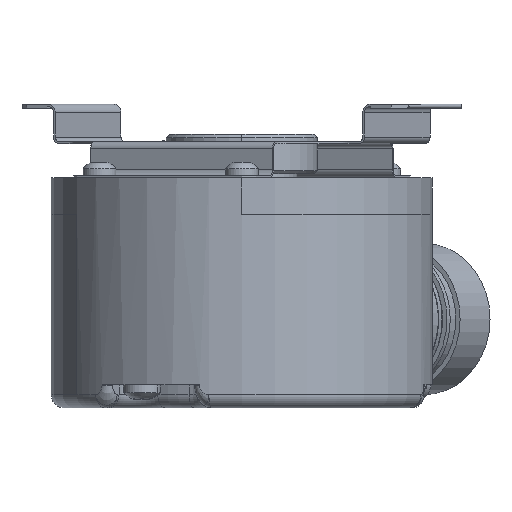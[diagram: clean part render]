
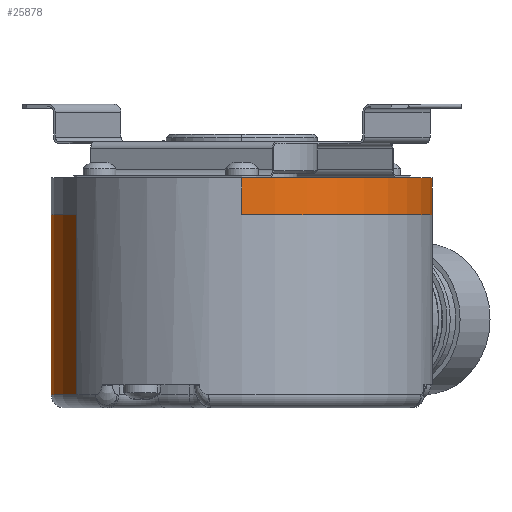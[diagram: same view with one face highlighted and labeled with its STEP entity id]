
A CAD part, left-side view. The second image highlights one B-rep face of the part: STEP entity #25878.
In plain terms, the highlighted cylindrical face has radius 29 mm (diameter 58 mm), a partial arc.
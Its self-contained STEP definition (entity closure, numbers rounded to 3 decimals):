
#232=CARTESIAN_POINT('',(0.,0.,10.));
#233=DIRECTION('',(0.,0.,-1.));
#234=DIRECTION('',(0.992,0.123,0.));
#235=AXIS2_PLACEMENT_3D('',#232,#233,#234);
#264=DIRECTION('',(0.,0.,-1.));
#265=VECTOR('',#264,27.4);
#266=CARTESIAN_POINT('',(-14.5,25.115,12.4));
#267=LINE('',#266,#265);
#268=CARTESIAN_POINT('',(18.616,22.236,-15.));
#269=CARTESIAN_POINT('',(18.638,22.218,-15.004));
#270=CARTESIAN_POINT('',(18.683,22.18,-14.993));
#271=CARTESIAN_POINT('',(18.755,22.119,-14.981));
#272=CARTESIAN_POINT('',(18.831,22.055,-14.957));
#273=CARTESIAN_POINT('',(18.909,21.988,-14.924));
#274=CARTESIAN_POINT('',(18.99,21.918,-14.88));
#275=CARTESIAN_POINT('',(19.072,21.846,-14.826));
#276=CARTESIAN_POINT('',(19.155,21.773,-14.761));
#277=CARTESIAN_POINT('',(19.237,21.701,-14.686));
#278=CARTESIAN_POINT('',(19.316,21.631,-14.602));
#279=CARTESIAN_POINT('',(19.389,21.565,-14.51));
#280=CARTESIAN_POINT('',(19.457,21.505,-14.413));
#281=CARTESIAN_POINT('',(19.516,21.451,-14.313));
#282=CARTESIAN_POINT('',(19.567,21.404,-14.212));
#283=CARTESIAN_POINT('',(19.61,21.364,-14.111));
#284=CARTESIAN_POINT('',(19.645,21.332,-14.013));
#285=CARTESIAN_POINT('',(19.673,21.307,-13.918));
#286=CARTESIAN_POINT('',(19.693,21.288,-13.825));
#287=CARTESIAN_POINT('',(19.707,21.275,-13.737));
#288=CARTESIAN_POINT('',(19.715,21.268,-13.651));
#289=CARTESIAN_POINT('',(19.718,21.265,-13.596));
#290=CARTESIAN_POINT('',(19.717,21.266,-13.57));
#292=CARTESIAN_POINT('',(28.565,5.004,-15.));
#293=CARTESIAN_POINT('',(28.56,5.032,-15.004));
#294=CARTESIAN_POINT('',(28.55,5.09,-14.993));
#295=CARTESIAN_POINT('',(28.533,5.183,-14.981));
#296=CARTESIAN_POINT('',(28.515,5.28,-14.957));
#297=CARTESIAN_POINT('',(28.496,5.382,-14.924));
#298=CARTESIAN_POINT('',(28.476,5.487,-14.88));
#299=CARTESIAN_POINT('',(28.455,5.594,-14.826));
#300=CARTESIAN_POINT('',(28.434,5.702,-14.761));
#301=CARTESIAN_POINT('',(28.412,5.809,-14.686));
#302=CARTESIAN_POINT('',(28.391,5.912,-14.602));
#303=CARTESIAN_POINT('',(28.371,6.009,-14.51));
#304=CARTESIAN_POINT('',(28.352,6.098,-14.413));
#305=CARTESIAN_POINT('',(28.335,6.176,-14.313));
#306=CARTESIAN_POINT('',(28.32,6.244,-14.212));
#307=CARTESIAN_POINT('',(28.307,6.301,-14.111));
#308=CARTESIAN_POINT('',(28.297,6.347,-14.013));
#309=CARTESIAN_POINT('',(28.289,6.384,-13.918));
#310=CARTESIAN_POINT('',(28.283,6.411,-13.825));
#311=CARTESIAN_POINT('',(28.278,6.43,-13.737));
#312=CARTESIAN_POINT('',(28.276,6.44,-13.651));
#313=CARTESIAN_POINT('',(28.275,6.444,-13.596));
#314=CARTESIAN_POINT('',(28.275,6.443,-13.57));
#316=DIRECTION('',(0.,0.,-1.));
#317=VECTOR('',#316,25.);
#318=CARTESIAN_POINT('',(28.781,3.561,10.));
#319=LINE('',#318,#317);
#320=CARTESIAN_POINT('',(0.,0.,12.4));
#321=DIRECTION('',(0.,0.,1.));
#322=DIRECTION('',(-1.,0.,0.));
#323=AXIS2_PLACEMENT_3D('',#320,#321,#322);
#325=DIRECTION('',(0.,0.,1.));
#326=VECTOR('',#325,5.6);
#327=CARTESIAN_POINT('',(-29.,0.,12.4));
#328=LINE('',#327,#326);
#329=DIRECTION('',(0.,0.,-1.));
#330=VECTOR('',#329,2.4);
#331=CARTESIAN_POINT('',(14.5,-25.115,12.4));
#332=LINE('',#331,#330);
#433=CARTESIAN_POINT('',(0.,0.,12.4));
#434=DIRECTION('',(0.,0.,1.));
#435=DIRECTION('',(1.,0.,0.));
#436=AXIS2_PLACEMENT_3D('',#433,#434,#435);
#438=DIRECTION('',(0.,0.,1.));
#439=VECTOR('',#438,5.6);
#440=CARTESIAN_POINT('',(29.,0.,12.4));
#441=LINE('',#440,#439);
#485=CARTESIAN_POINT('',(0.,0.,-15.));
#486=DIRECTION('',(0.,0.,-1.));
#487=DIRECTION('',(0.985,0.173,0.));
#488=AXIS2_PLACEMENT_3D('',#485,#486,#487);
#545=DIRECTION('',(0.,0.,-1.));
#546=VECTOR('',#545,0.07);
#547=CARTESIAN_POINT('',(28.275,6.443,-13.5));
#548=LINE('',#547,#546);
#558=CARTESIAN_POINT('',(0.,0.,-13.5));
#559=DIRECTION('',(0.,0.,1.));
#560=DIRECTION('',(0.975,0.222,0.));
#561=AXIS2_PLACEMENT_3D('',#558,#559,#560);
#620=DIRECTION('',(0.,0.,1.));
#621=VECTOR('',#620,0.07);
#622=CARTESIAN_POINT('',(19.717,21.266,-13.57));
#623=LINE('',#622,#621);
#691=CARTESIAN_POINT('',(0.,0.,-15.));
#692=DIRECTION('',(0.,0.,-1.));
#693=DIRECTION('',(-0.5,0.866,0.));
#694=AXIS2_PLACEMENT_3D('',#691,#692,#693);
#1363=CARTESIAN_POINT('',(0.,0.,18.));
#1364=DIRECTION('',(0.,0.,1.));
#1365=DIRECTION('',(-1.,0.,0.));
#1366=AXIS2_PLACEMENT_3D('',#1363,#1364,#1365);
#20875=CARTESIAN_POINT('',(29.,0.,18.));
#20876=CARTESIAN_POINT('',(-29.,0.,18.));
#20877=VERTEX_POINT('',#20875);
#20878=VERTEX_POINT('',#20876);
#24235=CARTESIAN_POINT('',(28.781,3.561,10.));
#24236=CARTESIAN_POINT('',(14.5,-25.115,10.));
#24237=VERTEX_POINT('',#24235);
#24238=VERTEX_POINT('',#24236);
#24241=CARTESIAN_POINT('',(28.275,6.443,-13.5));
#24242=CARTESIAN_POINT('',(19.717,21.266,-13.5));
#24243=VERTEX_POINT('',#24241);
#24244=VERTEX_POINT('',#24242);
#24263=CARTESIAN_POINT('',(28.781,3.561,-15.));
#24264=VERTEX_POINT('',#24263);
#24267=CARTESIAN_POINT('',(28.565,5.004,-15.));
#24268=VERTEX_POINT('',#24267);
#24285=CARTESIAN_POINT('',(-14.5,25.115,-15.));
#24286=CARTESIAN_POINT('',(18.616,22.236,-15.));
#24287=VERTEX_POINT('',#24285);
#24288=VERTEX_POINT('',#24286);
#24447=VERTEX_POINT('',#314);
#24451=CARTESIAN_POINT('',(19.717,21.266,
-13.57));
#24452=VERTEX_POINT('',#24451);
#24579=CARTESIAN_POINT('',(29.,0.,12.4));
#24580=CARTESIAN_POINT('',(-14.5,25.115,12.4));
#24581=VERTEX_POINT('',#24579);
#24582=VERTEX_POINT('',#24580);
#24583=CARTESIAN_POINT('',(-29.,0.,12.4));
#24584=CARTESIAN_POINT('',(14.5,-25.115,12.4));
#24585=VERTEX_POINT('',#24583);
#24586=VERTEX_POINT('',#24584);
#25840=CARTESIAN_POINT('',(0.,0.,0.));
#25841=DIRECTION('',(0.,0.,1.));
#25842=DIRECTION('',(1.,0.,0.));
#25843=AXIS2_PLACEMENT_3D('',#25840,#25841,#25842);
#25844=CYLINDRICAL_SURFACE('',#25843,29.);
#25846=ORIENTED_EDGE('',*,*,#25845,.F.);
#25848=ORIENTED_EDGE('',*,*,#25847,.T.);
#25850=ORIENTED_EDGE('',*,*,#25849,.T.);
#25852=ORIENTED_EDGE('',*,*,#25851,.T.);
#25854=ORIENTED_EDGE('',*,*,#25853,.T.);
#25856=ORIENTED_EDGE('',*,*,#25855,.T.);
#25858=ORIENTED_EDGE('',*,*,#25857,.F.);
#25860=ORIENTED_EDGE('',*,*,#25859,.T.);
#25862=ORIENTED_EDGE('',*,*,#25861,.F.);
#25864=ORIENTED_EDGE('',*,*,#25863,.T.);
#25866=ORIENTED_EDGE('',*,*,#25865,.F.);
#25867=ORIENTED_EDGE('',*,*,#25825,.T.);
#25869=ORIENTED_EDGE('',*,*,#25868,.F.);
#25871=ORIENTED_EDGE('',*,*,#25870,.F.);
#25873=ORIENTED_EDGE('',*,*,#25872,.T.);
#25875=ORIENTED_EDGE('',*,*,#25874,.T.);
#25876=EDGE_LOOP('',(#25846,#25848,#25850,#25852,#25854,#25856,#25858,#25860,
#25862,#25864,#25866,#25867,#25869,#25871,#25873,#25875));
#25877=FACE_OUTER_BOUND('',#25876,.F.);
#236=CIRCLE('',#235,29.);
#291=B_SPLINE_CURVE_WITH_KNOTS('',3,(#268,#269,#270,#271,#272,#273,#274,#275,
#276,#277,#278,#279,#280,#281,#282,#283,#284,#285,#286,#287,#288,#289,#290),
.UNSPECIFIED.,.F.,.F.,(4,1,1,1,1,1,1,1,1,1,1,1,1,1,1,1,1,1,1,1,4),(0.,0.05,
0.1,0.15,0.2,0.25,0.3,0.35,0.4,0.45,0.5,0.55,0.6,0.65,
0.7,0.75,0.8,0.85,0.9,0.95,1.),.UNSPECIFIED.);
#315=B_SPLINE_CURVE_WITH_KNOTS('',3,(#292,#293,#294,#295,#296,#297,#298,#299,
#300,#301,#302,#303,#304,#305,#306,#307,#308,#309,#310,#311,#312,#313,#314),
.UNSPECIFIED.,.F.,.F.,(4,1,1,1,1,1,1,1,1,1,1,1,1,1,1,1,1,1,1,1,4),(0.,0.05,
0.1,0.15,0.2,0.25,0.3,0.35,0.4,0.45,0.5,0.55,0.6,0.65,
0.7,0.75,0.8,0.85,0.9,0.95,1.),.UNSPECIFIED.);
#324=CIRCLE('',#323,29.);
#437=CIRCLE('',#436,29.);
#489=CIRCLE('',#488,29.);
#562=CIRCLE('',#561,29.);
#695=CIRCLE('',#694,29.);
#1367=CIRCLE('',#1366,29.);
#25825=EDGE_CURVE('',#24237,#24238,#236,.T.);
#25845=EDGE_CURVE('',#24581,#20877,#441,.T.);
#25847=EDGE_CURVE('',#24581,#24582,#437,.T.);
#25849=EDGE_CURVE('',#24582,#24287,#267,.T.);
#25851=EDGE_CURVE('',#24287,#24288,#695,.T.);
#25853=EDGE_CURVE('',#24288,#24452,#291,.T.);
#25855=EDGE_CURVE('',#24452,#24244,#623,.T.);
#25857=EDGE_CURVE('',#24243,#24244,#562,.T.);
#25859=EDGE_CURVE('',#24243,#24447,#548,.T.);
#25861=EDGE_CURVE('',#24268,#24447,#315,.T.);
#25863=EDGE_CURVE('',#24268,#24264,#489,.T.);
#25865=EDGE_CURVE('',#24237,#24264,#319,.T.);
#25868=EDGE_CURVE('',#24586,#24238,#332,.T.);
#25870=EDGE_CURVE('',#24585,#24586,#324,.T.);
#25872=EDGE_CURVE('',#24585,#20878,#328,.T.);
#25874=EDGE_CURVE('',#20878,#20877,#1367,.T.);
#25878=ADVANCED_FACE('',(#25877),#25844,.T.);
